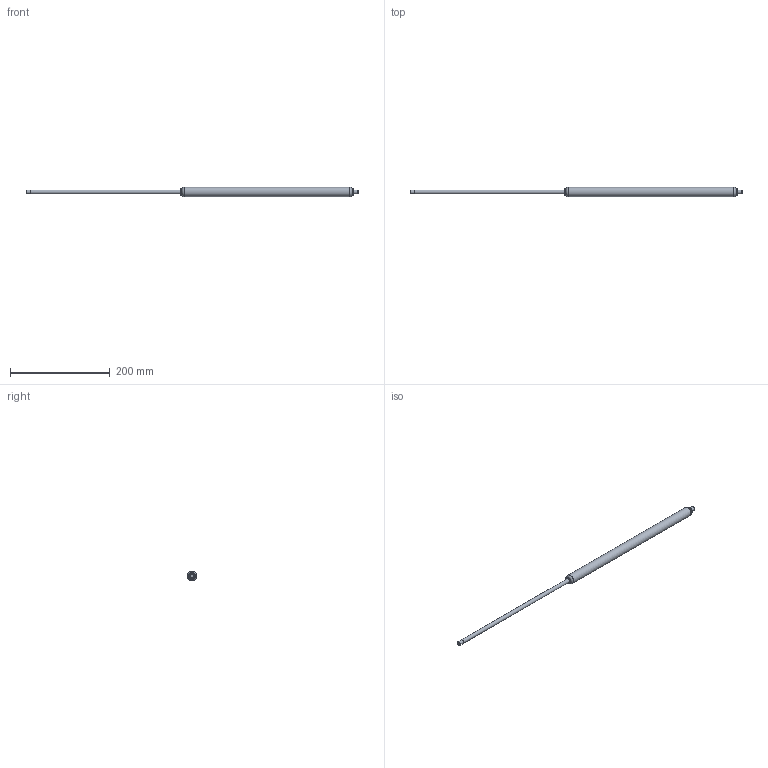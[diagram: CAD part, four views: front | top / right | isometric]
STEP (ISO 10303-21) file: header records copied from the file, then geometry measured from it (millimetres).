
FILE_DESCRIPTION((''),'2;1');
FILE_NAME('Gasfeder Stahl 8-19-300.stp','2015-10-28T15:19:42',('DLamberti'),(''),'Autodesk Inventor 2011','Autodesk Inventor 2011','');
FILE_SCHEMA(('AUTOMOTIVE_DESIGN { 1 0 10303 214 1 1 1 1 }'));
Length unit declared in the file: millimetre
Products named in the file (4): BaugruppeUmleg; zylinder-06; KST_D-08; Gew-04
Assembly tree (4 placements, depth 2):
  BaugruppeUmleg
    zylinder-06
    KST_D-08
    Gew-04  x2
Bounding box: 665 x 19 x 19 mm (x, y, z)
Volume: 112781.1 mm3; surface area: 29283.7 mm2
Topology: 4 solids, 4 shells, 22 faces, 34 edges, 20 vertices
Faces by surface type: cylinder 8, plane 8, cone 4, torus 2
Full cylindrical faces by diameter (mm): 8 x3, 11.5 x2, 13.8 x2, 19 x1
Entity records: 481 total; most frequent: DIRECTION 82, CARTESIAN_POINT 56, AXIS2_PLACEMENT_3D 41, ORIENTED_EDGE 30, EDGE_LOOP 30, STYLED_ITEM 21, FACE_OUTER_BOUND 18, ADVANCED_FACE 18
